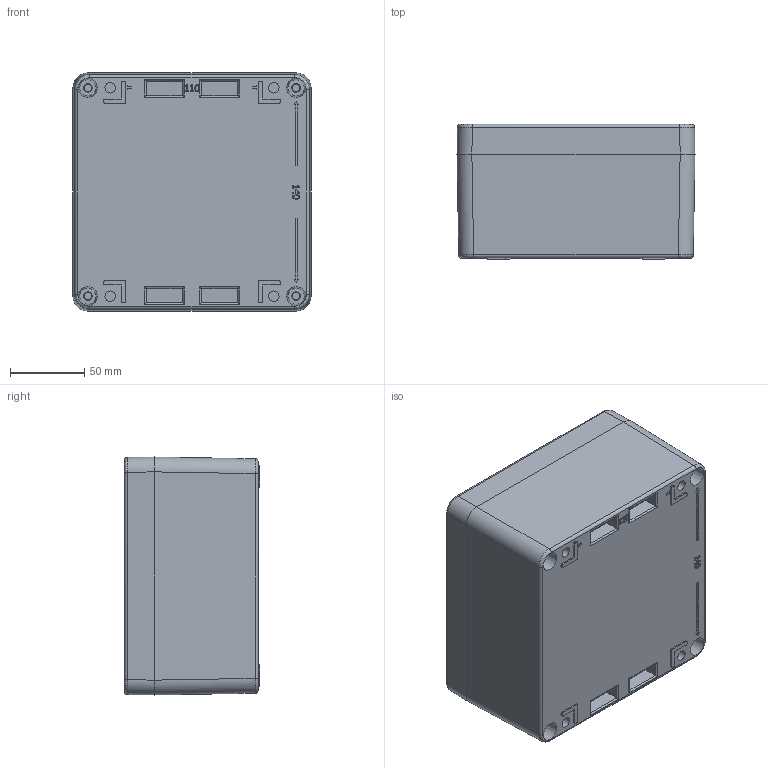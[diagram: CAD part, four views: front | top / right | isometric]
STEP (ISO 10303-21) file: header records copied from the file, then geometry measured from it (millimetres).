
FILE_DESCRIPTION (( 'STEP AP203' ), '1' );
FILE_NAME ('1590Z160GY.step', '2020-11-14T20:08:18', ( 'ADC123' ), ( 'Microsoft' ), 'SwSTEP 2.0', 'SolidWorks 2019', '' );
FILE_SCHEMA (( 'CONFIG_CONTROL_DESIGN' ));
Length unit declared in the file: inch
Products named in the file (1): 1590Z160GY
Bounding box: 160 x 90.75 x 160 mm (x, y, z)
Volume: 557162.9 mm3; surface area: 240441.6 mm2
Topology: 7 solids, 7 shells, 824 faces, 2047 edges, 1317 vertices
Faces by surface type: plane 471, cylinder 133, cone 120, bspline 96, torus 4
Full cylindrical faces by diameter (mm): 4.917 x11, 5.28 x4, 5.5 x5, 5.6 x4, 5.88 x4, 5.971 x5, 6.9 x8, 7 x4, 9 x4
Entity records: 26229 total; most frequent: CARTESIAN_POINT 7442, ORIENTED_EDGE 3912, DIRECTION 3605, EDGE_CURVE 1956, VERTEX_POINT 1302, LINE 1215, VECTOR 1215, AXIS2_PLACEMENT_3D 1195
